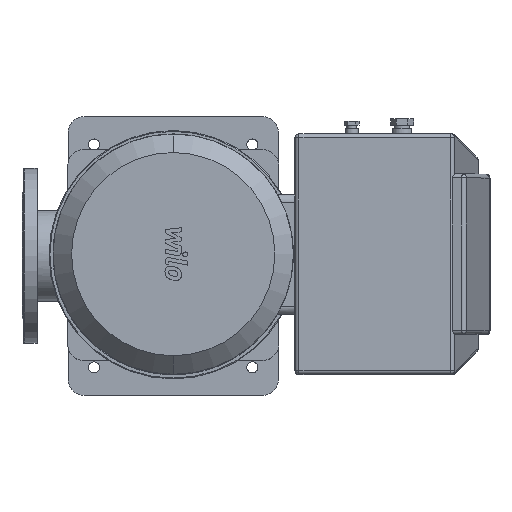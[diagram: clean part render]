
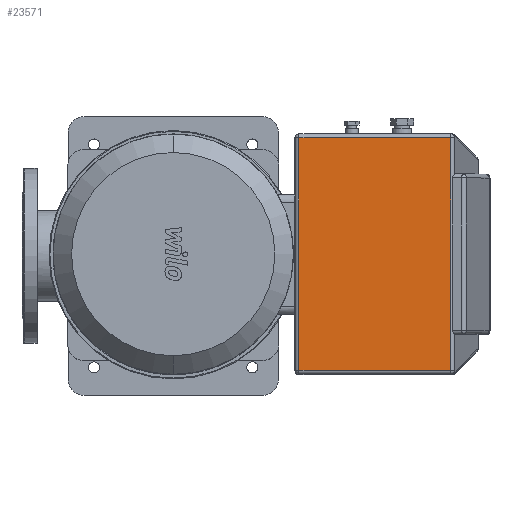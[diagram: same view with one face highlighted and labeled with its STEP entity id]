
A CAD part, top view. The second image highlights one B-rep face of the part: STEP entity #23571.
In plain terms, the highlighted planar face has unit normal (0, 0, 1).
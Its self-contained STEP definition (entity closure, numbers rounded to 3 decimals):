
#22479=CARTESIAN_POINT('',(158.,146.0,1393.0));
#22480=VERTEX_POINT('',#22479);
#22549=CARTESIAN_POINT('',(158.,-146.0,1393.0));
#22550=VERTEX_POINT('',#22549);
#22696=CARTESIAN_POINT('',(158.,-146.0,1393.0));
#22697=DIRECTION('',(0.0,1.0,0.0));
#22698=VECTOR('',#22697,292.0);
#22699=LINE('',#22696,#22698);
#22700=EDGE_CURVE('',#22550,#22480,#22699,.T.);
#22719=CARTESIAN_POINT('',(348.605,-146.,1393.0));
#22720=VERTEX_POINT('',#22719);
#22728=CARTESIAN_POINT('',(348.605,-146.,1393.0));
#22729=DIRECTION('',(-1.0,0.0,0.0));
#22730=VECTOR('',#22729,190.605);
#22731=LINE('',#22728,#22730);
#22732=EDGE_CURVE('',#22720,#22550,#22731,.T.);
#22801=CARTESIAN_POINT('',(348.605,146.,1393.0));
#22802=VERTEX_POINT('',#22801);
#22819=CARTESIAN_POINT('',(158.,146.0,1393.0));
#22820=DIRECTION('',(1.0,0.0,0.0));
#22821=VECTOR('',#22820,190.605);
#22822=LINE('',#22819,#22821);
#22823=EDGE_CURVE('',#22480,#22802,#22822,.T.);
#23409=CARTESIAN_POINT('',(348.605,146.,1393.0));
#23410=DIRECTION('',(0.0,-1.0,0.0));
#23411=VECTOR('',#23410,292.0);
#23412=LINE('',#23409,#23411);
#23413=EDGE_CURVE('',#22802,#22720,#23412,.T.);
#23560=CARTESIAN_POINT('',(274.258,0.,1393.0));
#23561=DIRECTION('',(0.0,0.0,1.0));
#23562=DIRECTION('',(1.0,0.0,0.0));
#23563=AXIS2_PLACEMENT_3D('',#23560,#23561,#23562);
#23564=PLANE('',#23563);
#23565=ORIENTED_EDGE('',*,*,#22732,.F.);
#23566=ORIENTED_EDGE('',*,*,#23413,.F.);
#23567=ORIENTED_EDGE('',*,*,#22823,.F.);
#23568=ORIENTED_EDGE('',*,*,#22700,.F.);
#23569=EDGE_LOOP('',(#23565,#23566,#23567,#23568));
#23570=FACE_OUTER_BOUND('',#23569,.T.);
#23571=ADVANCED_FACE('',(#23570),#23564,.T.);
